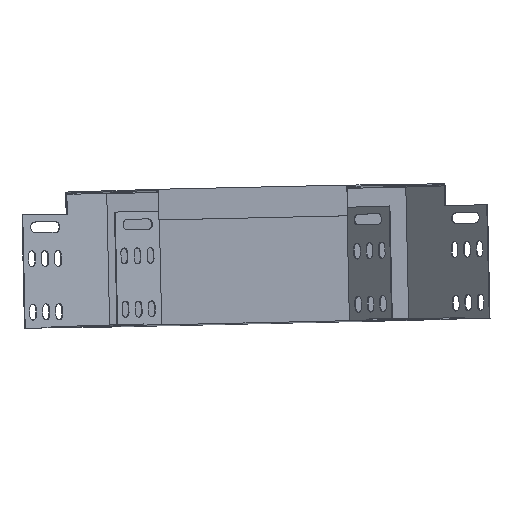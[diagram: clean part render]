
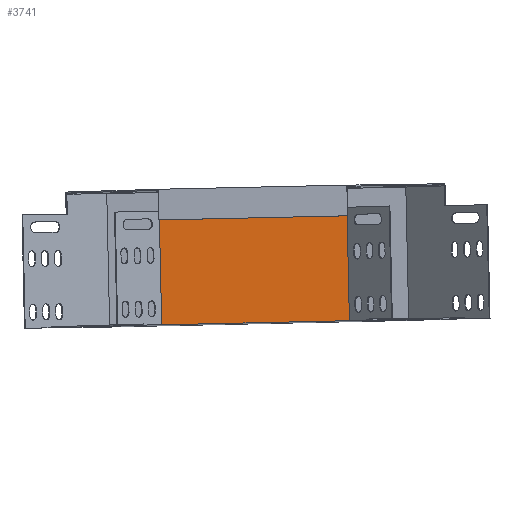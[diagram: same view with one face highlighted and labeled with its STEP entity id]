
A CAD part, top view. The second image highlights one B-rep face of the part: STEP entity #3741.
In plain terms, the highlighted planar face has unit normal (-0.027, 0.006, 1).
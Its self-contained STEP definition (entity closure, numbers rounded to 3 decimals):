
#78 = ORIENTED_EDGE ( 'NONE', *, *, #5630, .T. ) ;
#179 = VECTOR ( 'NONE', #4089, 1000. ) ;
#338 = VECTOR ( 'NONE', #5743, 1000. ) ;
#364 = DIRECTION ( 'NONE',  ( 0.022, -1., 0.006 ) ) ;
#483 = LINE ( 'NONE', #5171, #338 ) ;
#623 = ORIENTED_EDGE ( 'NONE', *, *, #5648, .T. ) ;
#663 = VERTEX_POINT ( 'NONE', #3719 ) ;
#803 = VERTEX_POINT ( 'NONE', #3837 ) ;
#827 = CARTESIAN_POINT ( 'NONE',  ( -247.665, 87.291, 142.14 ) ) ;
#1327 = DIRECTION ( 'NONE',  ( -0.999, -0.022, -0.027 ) ) ;
#1504 = VECTOR ( 'NONE', #1327, 1000. ) ;
#1534 = EDGE_CURVE ( 'NONE', #4291, #6329, #4561, .T. ) ;
#1626 = LINE ( 'NONE', #5851, #5700 ) ;
#1641 = VERTEX_POINT ( 'NONE', #4884 ) ;
#1660 = VECTOR ( 'NONE', #2712, 1000. ) ;
#1669 = EDGE_LOOP ( 'NONE', ( #78, #4688, #1712, #6579, #5703, #6708, #5210, #623 ) ) ;
#1688 = LINE ( 'NONE', #2484, #4415 ) ;
#1712 = ORIENTED_EDGE ( 'NONE', *, *, #5631, .F. ) ;
#1881 = LINE ( 'NONE', #5714, #3204 ) ;
#2401 = DIRECTION ( 'NONE',  ( -0.999, -0.022, -0.027 ) ) ;
#2484 = CARTESIAN_POINT ( 'NONE',  ( -248.323, 102.28, 142.036 ) ) ;
#2712 = DIRECTION ( 'NONE',  ( -0.022, 1., -0.006 ) ) ;
#2948 = CARTESIAN_POINT ( 'NONE',  ( -248.323, 102.28, 142.036 ) ) ;
#3002 = CARTESIAN_POINT ( 'NONE',  ( -106.992, 90.379, 145.944 ) ) ;
#3050 = DIRECTION ( 'NONE',  ( -0.999, -0.022, -0.027 ) ) ;
#3054 = VECTOR ( 'NONE', #364, 1000. ) ;
#3204 = VECTOR ( 'NONE', #6284, 1000. ) ;
#3346 = CARTESIAN_POINT ( 'NONE',  ( -106.66, 90.386, 145.953 ) ) ;
#3406 = VERTEX_POINT ( 'NONE', #4853 ) ;
#3427 = AXIS2_PLACEMENT_3D ( 'NONE', #2948, #5659, #2401 ) ;
#3580 = VERTEX_POINT ( 'NONE', #6657 ) ;
#3595 = CARTESIAN_POINT ( 'NONE',  ( -247.665, 87.291, 142.14 ) ) ;
#3677 = DIRECTION ( 'NONE',  ( -0.022, 1., -0.006 ) ) ;
#3719 = CARTESIAN_POINT ( 'NONE',  ( -248.323, 102.28, 142.036 ) ) ;
#3741 = ADVANCED_FACE ( 'NONE', ( #5712 ), #4485, .F. ) ;
#3837 = CARTESIAN_POINT ( 'NONE',  ( -105.141, 5.401, 146.486 ) ) ;
#4070 = CARTESIAN_POINT ( 'NONE',  ( -246.163, 3.105, 142.668 ) ) ;
#4089 = DIRECTION ( 'NONE',  ( 0.022, -1., 0.006 ) ) ;
#4254 = LINE ( 'NONE', #3595, #3054 ) ;
#4291 = VERTEX_POINT ( 'NONE', #3346 ) ;
#4415 = VECTOR ( 'NONE', #3050, 1000. ) ;
#4485 = PLANE ( 'NONE',  #3427 ) ;
#4561 = LINE ( 'NONE', #4813, #1660 ) ;
#4590 = LINE ( 'NONE', #4070, #179 ) ;
#4688 = ORIENTED_EDGE ( 'NONE', *, *, #5034, .T. ) ;
#4813 = CARTESIAN_POINT ( 'NONE',  ( -104.827, 6.208, 146.49 ) ) ;
#4853 = CARTESIAN_POINT ( 'NONE',  ( -247.665, 87.291, 142.14 ) ) ;
#4884 = CARTESIAN_POINT ( 'NONE',  ( -245.814, 2.313, 142.682 ) ) ;
#5034 = EDGE_CURVE ( 'NONE', #803, #5604, #1626, .T. ) ;
#5171 = CARTESIAN_POINT ( 'NONE',  ( -106.66, 90.386, 145.953 ) ) ;
#5210 = ORIENTED_EDGE ( 'NONE', *, *, #5644, .F. ) ;
#5604 = VERTEX_POINT ( 'NONE', #3002 ) ;
#5630 = EDGE_CURVE ( 'NONE', #1641, #803, #1881, .T. ) ;
#5631 = EDGE_CURVE ( 'NONE', #4291, #5604, #483, .T. ) ;
#5632 = EDGE_CURVE ( 'NONE', #6329, #663, #1688, .T. ) ;
#5643 = EDGE_CURVE ( 'NONE', #663, #3580, #4590, .T. ) ;
#5644 = EDGE_CURVE ( 'NONE', #3406, #3580, #5928, .T. ) ;
#5648 = EDGE_CURVE ( 'NONE', #3406, #1641, #4254, .T. ) ;
#5659 = DIRECTION ( 'NONE',  ( 0.027, -0.006, -1. ) ) ;
#5700 = VECTOR ( 'NONE', #3677, 1000. ) ;
#5703 = ORIENTED_EDGE ( 'NONE', *, *, #5632, .T. ) ;
#5712 = FACE_OUTER_BOUND ( 'NONE', #1669, .T. ) ;
#5714 = CARTESIAN_POINT ( 'NONE',  ( -246.945, 2.288, 142.652 ) ) ;
#5743 = DIRECTION ( 'NONE',  ( -0.999, -0.022, -0.027 ) ) ;
#5851 = CARTESIAN_POINT ( 'NONE',  ( -105.158, 6.201, 146.481 ) ) ;
#5928 = LINE ( 'NONE', #827, #1504 ) ;
#6284 = DIRECTION ( 'NONE',  ( 0.999, 0.022, 0.027 ) ) ;
#6329 = VERTEX_POINT ( 'NONE', #6624 ) ;
#6579 = ORIENTED_EDGE ( 'NONE', *, *, #1534, .T. ) ;
#6624 = CARTESIAN_POINT ( 'NONE',  ( -106.987, 105.382, 145.857 ) ) ;
#6657 = CARTESIAN_POINT ( 'NONE',  ( -247.996, 87.284, 142.131 ) ) ;
#6708 = ORIENTED_EDGE ( 'NONE', *, *, #5643, .T. ) ;
